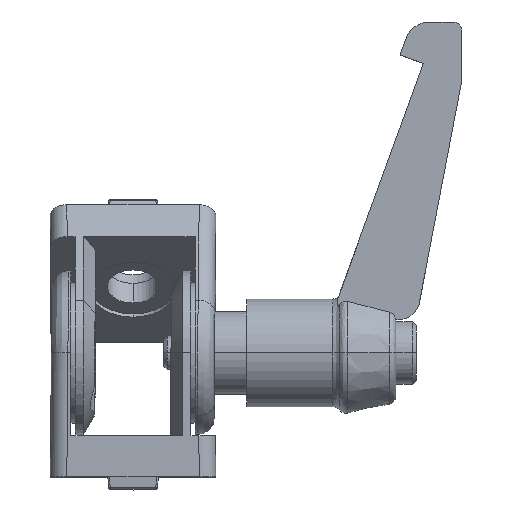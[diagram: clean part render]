
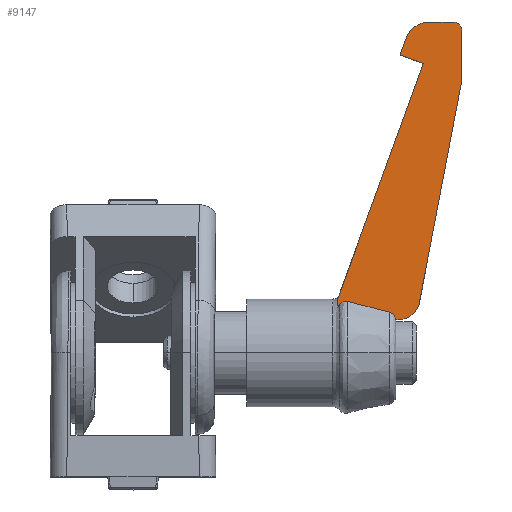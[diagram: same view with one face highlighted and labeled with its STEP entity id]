
A CAD part, top view. The second image highlights one B-rep face of the part: STEP entity #9147.
In plain terms, the highlighted planar face has unit normal (0, 0, 1).
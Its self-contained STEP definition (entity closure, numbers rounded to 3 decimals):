
#324=PLANE('',#9954);
#775=LINE('',#14614,#1499);
#792=LINE('',#14667,#1516);
#800=LINE('',#14704,#1524);
#803=LINE('',#14710,#1527);
#1499=VECTOR('',#11634,0.472);
#1516=VECTOR('',#11677,0.956);
#1524=VECTOR('',#11705,5.981);
#1527=VECTOR('',#11710,2.899);
#2392=FACE_OUTER_BOUND('',#2975,.T.);
#2975=EDGE_LOOP('',(#7369,#7370,#7371,#7372,#7373,#7374,#7375,#7376,#7377,
#7378,#7379,#7380,#7381,#7382,#7383,#7384));
#3345=B_SPLINE_CURVE_WITH_KNOTS('',3,(#14239,#14240,#14241,#14242,#14243,
#14244),.UNSPECIFIED.,.F.,.F.,(4,2,4),(0.,0.001,0.001),
 .UNSPECIFIED.);
#3347=B_SPLINE_CURVE_WITH_KNOTS('',3,(#14294,#14295,#14296,#14297,#14298,
#14299),.UNSPECIFIED.,.F.,.F.,(4,2,4),(0.,0.001,
0.001),.UNSPECIFIED.);
#3355=B_SPLINE_CURVE_WITH_KNOTS('',3,(#14698,#14699,#14700,#14701),
 .UNSPECIFIED.,.F.,.F.,(4,4),(0.,1.),.UNSPECIFIED.);
#3357=B_SPLINE_CURVE_WITH_KNOTS('',3,(#14726,#14727,#14728,#14729),
 .UNSPECIFIED.,.F.,.F.,(4,4),(0.,1.),.UNSPECIFIED.);
#3359=B_SPLINE_CURVE_WITH_KNOTS('',3,(#14739,#14740,#14741,#14742),
 .UNSPECIFIED.,.F.,.F.,(4,4),(0.,1.),.UNSPECIFIED.);
#3362=B_SPLINE_CURVE_WITH_KNOTS('',3,(#14756,#14757,#14758,#14759),
 .UNSPECIFIED.,.F.,.F.,(4,4),(0.,1.),.UNSPECIFIED.);
#3363=B_SPLINE_CURVE_WITH_KNOTS('',3,(#14776,#14777,#14778,#14779),
 .UNSPECIFIED.,.F.,.F.,(4,4),(0.,0.),.UNSPECIFIED.);
#3367=B_SPLINE_CURVE_WITH_KNOTS('',3,(#14816,#14817,#14818,#14819),
 .UNSPECIFIED.,.F.,.F.,(4,4),(0.,0.005),.UNSPECIFIED.);
#3673=CIRCLE('',#9924,2.);
#3675=CIRCLE('',#9927,1.);
#3680=CIRCLE('',#9942,2.45);
#3682=CIRCLE('',#9948,3.);
#4218=VERTEX_POINT('',#14235);
#4219=VERTEX_POINT('',#14237);
#4224=VERTEX_POINT('',#14285);
#4226=VERTEX_POINT('',#14289);
#4317=VERTEX_POINT('',#14611);
#4323=VERTEX_POINT('',#14627);
#4324=VERTEX_POINT('',#14629);
#4327=VERTEX_POINT('',#14636);
#4328=VERTEX_POINT('',#14638);
#4336=VERTEX_POINT('',#14665);
#4337=VERTEX_POINT('',#14666);
#4342=VERTEX_POINT('',#14690);
#4344=VERTEX_POINT('',#14708);
#4346=VERTEX_POINT('',#14715);
#4348=VERTEX_POINT('',#14724);
#4350=VERTEX_POINT('',#14737);
#5219=EDGE_CURVE('',#4219,#4218,#3345,.T.);
#5227=EDGE_CURVE('',#4224,#4226,#3347,.T.);
#5363=EDGE_CURVE('',#4317,#4226,#775,.T.);
#5369=EDGE_CURVE('',#4323,#4324,#3673,.T.);
#5373=EDGE_CURVE('',#4327,#4328,#3675,.T.);
#5386=EDGE_CURVE('',#4336,#4337,#792,.T.);
#5396=EDGE_CURVE('',#4317,#4342,#3680,.T.);
#5398=EDGE_CURVE('',#4342,#4324,#3355,.T.);
#5400=EDGE_CURVE('',#4323,#4328,#800,.T.);
#5403=EDGE_CURVE('',#4327,#4344,#803,.T.);
#5407=EDGE_CURVE('',#4344,#4346,#3682,.T.);
#5410=EDGE_CURVE('',#4346,#4348,#3357,.T.);
#5414=EDGE_CURVE('',#4348,#4350,#3359,.T.);
#5417=EDGE_CURVE('',#4350,#4337,#3362,.T.);
#5418=EDGE_CURVE('',#4218,#4336,#3363,.T.);
#5423=EDGE_CURVE('',#4224,#4219,#3367,.T.);
#7369=ORIENTED_EDGE('',*,*,#5417,.T.);
#7370=ORIENTED_EDGE('',*,*,#5386,.F.);
#7371=ORIENTED_EDGE('',*,*,#5418,.F.);
#7372=ORIENTED_EDGE('',*,*,#5219,.F.);
#7373=ORIENTED_EDGE('',*,*,#5423,.F.);
#7374=ORIENTED_EDGE('',*,*,#5227,.T.);
#7375=ORIENTED_EDGE('',*,*,#5363,.F.);
#7376=ORIENTED_EDGE('',*,*,#5396,.T.);
#7377=ORIENTED_EDGE('',*,*,#5398,.T.);
#7378=ORIENTED_EDGE('',*,*,#5369,.F.);
#7379=ORIENTED_EDGE('',*,*,#5400,.T.);
#7380=ORIENTED_EDGE('',*,*,#5373,.F.);
#7381=ORIENTED_EDGE('',*,*,#5403,.T.);
#7382=ORIENTED_EDGE('',*,*,#5407,.T.);
#7383=ORIENTED_EDGE('',*,*,#5410,.T.);
#7384=ORIENTED_EDGE('',*,*,#5414,.T.);
#9147=ADVANCED_FACE('',(#2392),#324,.T.);
#9924=AXIS2_PLACEMENT_3D('',#14630,#11642,#11643);
#9927=AXIS2_PLACEMENT_3D('',#14639,#11650,#11651);
#9942=AXIS2_PLACEMENT_3D('',#14692,#11698,#11699);
#9948=AXIS2_PLACEMENT_3D('',#14717,#11717,#11718);
#9954=AXIS2_PLACEMENT_3D('',#14815,#11732,#11733);
#11634=DIRECTION('',(-1.,0.,0.));
#11642=DIRECTION('center_axis',(0.,0.,
-1.));
#11643=DIRECTION('ref_axis',(0.,-1.,0.));
#11650=DIRECTION('center_axis',(0.,0.,
-1.));
#11651=DIRECTION('ref_axis',(1.,0.,0.));
#11677=DIRECTION('',(0.,1.,0.));
#11698=DIRECTION('center_axis',(0.,0.,
1.));
#11699=DIRECTION('ref_axis',(0.,-1.,0.));
#11705=DIRECTION('',(0.,1.,0.));
#11710=DIRECTION('',(-1.,0.,0.));
#11717=DIRECTION('center_axis',(0.,0.,
1.));
#11718=DIRECTION('ref_axis',(0.,-1.,0.));
#11732=DIRECTION('center_axis',(0.,0.,
1.));
#11733=DIRECTION('ref_axis',(-1.,0.,0.));
#14235=CARTESIAN_POINT('',(24.938,20.784,3.75));
#14237=CARTESIAN_POINT('',(25.941,21.223,3.75));
#14239=CARTESIAN_POINT('Ctrl Pts',(25.941,21.223,3.75));
#14240=CARTESIAN_POINT('Ctrl Pts',(25.75,21.27,3.75));
#14241=CARTESIAN_POINT('Ctrl Pts',(25.546,21.249,3.75));
#14242=CARTESIAN_POINT('Ctrl Pts',(25.192,21.087,3.75));
#14243=CARTESIAN_POINT('Ctrl Pts',(25.044,20.95,3.75));
#14244=CARTESIAN_POINT('Ctrl Pts',(24.938,20.784,3.75));
#14285=CARTESIAN_POINT('',(30.991,19.926,3.75));
#14289=CARTESIAN_POINT('',(31.735,19.05,3.75));
#14294=CARTESIAN_POINT('Ctrl Pts',(30.991,19.926,3.75));
#14295=CARTESIAN_POINT('Ctrl Pts',(31.187,19.873,3.75));
#14296=CARTESIAN_POINT('Ctrl Pts',(31.355,19.75,3.75));
#14297=CARTESIAN_POINT('Ctrl Pts',(31.607,19.434,3.75));
#14298=CARTESIAN_POINT('Ctrl Pts',(31.688,19.247,3.75));
#14299=CARTESIAN_POINT('Ctrl Pts',(31.735,19.05,3.75));
#14611=CARTESIAN_POINT('',(32.207,19.05,3.75));
#14614=CARTESIAN_POINT('',(31.971,19.05,3.75));
#14627=CARTESIAN_POINT('',(39.733,48.019,3.75));
#14629=CARTESIAN_POINT('',(39.703,47.672,3.75));
#14630=CARTESIAN_POINT('Origin',(37.733,48.019,3.75));
#14636=CARTESIAN_POINT('',(38.733,55.,3.75));
#14638=CARTESIAN_POINT('',(39.733,54.,3.75));
#14639=CARTESIAN_POINT('Origin',(38.733,54.,3.75));
#14665=CARTESIAN_POINT('',(24.733,20.544,3.75));
#14666=CARTESIAN_POINT('',(24.733,21.5,3.75));
#14667=CARTESIAN_POINT('',(24.733,21.022,3.75));
#14690=CARTESIAN_POINT('',(34.613,21.04,3.75));
#14692=CARTESIAN_POINT('Origin',(32.207,21.5,3.75));
#14698=CARTESIAN_POINT('Ctrl Pts',(34.613,21.04,3.75));
#14699=CARTESIAN_POINT('Ctrl Pts',(36.31,29.917,3.75));
#14700=CARTESIAN_POINT('Ctrl Pts',(38.006,38.794,3.75));
#14701=CARTESIAN_POINT('Ctrl Pts',(39.703,47.672,3.75));
#14704=CARTESIAN_POINT('',(39.733,37.025,3.75));
#14708=CARTESIAN_POINT('',(35.834,55.,3.75));
#14710=CARTESIAN_POINT('',(24.733,55.,3.75));
#14715=CARTESIAN_POINT('',(33.015,53.026,3.75));
#14717=CARTESIAN_POINT('Origin',(35.834,52.,3.75));
#14724=CARTESIAN_POINT('',(32.278,51.,3.75));
#14726=CARTESIAN_POINT('Ctrl Pts',(33.015,53.026,3.75));
#14727=CARTESIAN_POINT('Ctrl Pts',(32.769,52.351,3.75));
#14728=CARTESIAN_POINT('Ctrl Pts',(32.523,51.675,3.75));
#14729=CARTESIAN_POINT('Ctrl Pts',(32.278,51.,3.75));
#14737=CARTESIAN_POINT('',(35.097,49.974,3.75));
#14739=CARTESIAN_POINT('Ctrl Pts',(32.278,51.,3.75));
#14740=CARTESIAN_POINT('Ctrl Pts',(33.217,50.658,3.75));
#14741=CARTESIAN_POINT('Ctrl Pts',(34.157,50.316,3.75));
#14742=CARTESIAN_POINT('Ctrl Pts',(35.097,49.974,3.75));
#14756=CARTESIAN_POINT('Ctrl Pts',(35.097,49.974,3.75));
#14757=CARTESIAN_POINT('Ctrl Pts',(31.642,40.483,3.75));
#14758=CARTESIAN_POINT('Ctrl Pts',(28.188,30.991,3.75));
#14759=CARTESIAN_POINT('Ctrl Pts',(24.733,21.5,3.75));
#14776=CARTESIAN_POINT('Ctrl Pts',(24.938,20.784,3.75));
#14777=CARTESIAN_POINT('Ctrl Pts',(24.88,20.695,3.75));
#14778=CARTESIAN_POINT('Ctrl Pts',(24.813,20.614,3.75));
#14779=CARTESIAN_POINT('Ctrl Pts',(24.733,20.544,3.75));
#14815=CARTESIAN_POINT('Origin',(24.733,55.,3.75));
#14816=CARTESIAN_POINT('Ctrl Pts',(30.991,19.926,3.75));
#14817=CARTESIAN_POINT('Ctrl Pts',(29.312,20.375,3.75));
#14818=CARTESIAN_POINT('Ctrl Pts',(27.628,20.804,3.75));
#14819=CARTESIAN_POINT('Ctrl Pts',(25.941,21.223,3.75));
